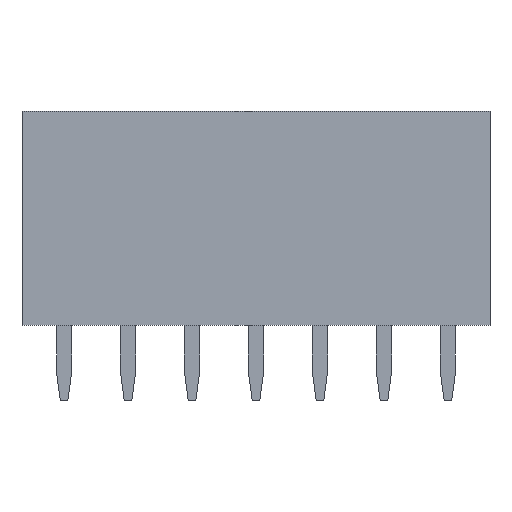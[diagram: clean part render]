
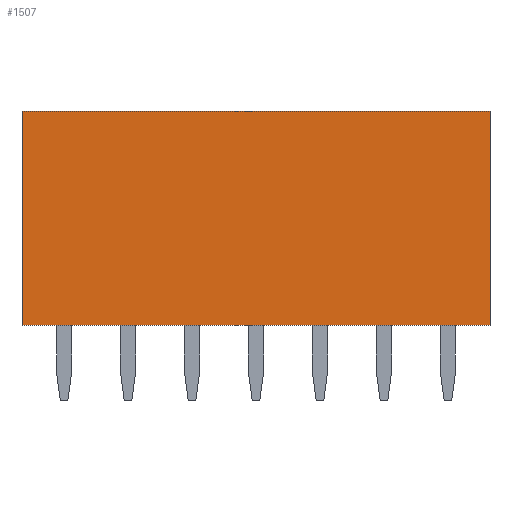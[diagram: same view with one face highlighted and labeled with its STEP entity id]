
A CAD part, front view. The second image highlights one B-rep face of the part: STEP entity #1507.
In plain terms, the highlighted planar face has unit normal (0, -1, 0).
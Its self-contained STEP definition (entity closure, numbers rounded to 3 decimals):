
#1507=ADVANCED_FACE('',(#2798),#2800,.T.);
#2798=FACE_BOUND('',#2799,.T.);
#2799=EDGE_LOOP('',(#3862,#3863,#3864,#3865));
#2800=PLANE('',#2801);
#2801=AXIS2_PLACEMENT_3D('',#2802,#2803,#2804);
#2802=CARTESIAN_POINT('',(16.91,-1.27,0.));
#2803=DIRECTION('',(0.,-1.,0.));
#2804=DIRECTION('',(0.,0.,1.));
#3862=ORIENTED_EDGE('',*,*,#4415,.T.);
#3863=ORIENTED_EDGE('',*,*,#4466,.T.);
#3864=ORIENTED_EDGE('',*,*,#4441,.F.);
#3865=ORIENTED_EDGE('',*,*,#4446,.F.);
#4415=EDGE_CURVE('',#5148,#5146,#5149,.T.);
#4441=EDGE_CURVE('',#5190,#5192,#5193,.T.);
#4446=EDGE_CURVE('',#5148,#5190,#5200,.T.);
#4466=EDGE_CURVE('',#5146,#5192,#5222,.T.);
#5146=VERTEX_POINT('',#6656);
#5148=VERTEX_POINT('',#6660);
#5149=LINE('',#6661,#6662);
#5190=VERTEX_POINT('',#6752);
#5192=VERTEX_POINT('',#6756);
#5193=LINE('',#6757,#6758);
#5200=LINE('',#6774,#6775);
#5222=LINE('',#6836,#6837);
#6656=CARTESIAN_POINT('',(16.91,-1.27,8.5));
#6660=CARTESIAN_POINT('',(16.91,-1.27,0.));
#6661=CARTESIAN_POINT('',(16.91,-1.27,0.));
#6662=VECTOR('',#6663,1.);
#6663=DIRECTION('',(0.,0.,1.));
#6752=CARTESIAN_POINT('',(-1.67,-1.27,0.));
#6756=CARTESIAN_POINT('',(-1.67,-1.27,8.5));
#6757=CARTESIAN_POINT('',(-1.67,-1.27,0.));
#6758=VECTOR('',#6759,1.);
#6759=DIRECTION('',(0.,0.,1.));
#6774=CARTESIAN_POINT('',(16.91,-1.27,0.));
#6775=VECTOR('',#6776,1.);
#6776=DIRECTION('',(-1.,0.,0.));
#6836=CARTESIAN_POINT('',(16.91,-1.27,8.5));
#6837=VECTOR('',#6838,1.);
#6838=DIRECTION('',(-1.,0.,0.));
